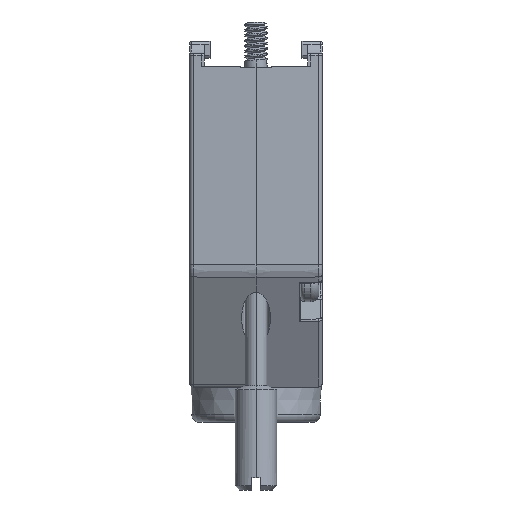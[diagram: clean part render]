
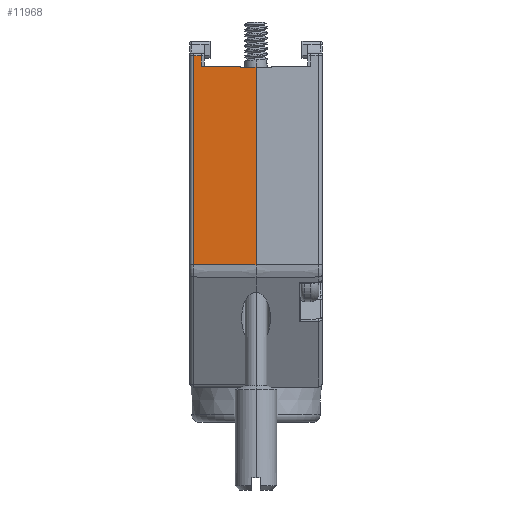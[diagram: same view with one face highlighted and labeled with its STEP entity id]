
A CAD part, left-side view. The second image highlights one B-rep face of the part: STEP entity #11968.
In plain terms, the highlighted planar face has unit normal (-1, 0.018, 0).
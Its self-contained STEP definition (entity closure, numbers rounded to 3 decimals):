
#809 = FACE_OUTER_BOUND ( 'NONE', #15035, .T. ) ;
#1747 = DIRECTION ( 'NONE',  ( 0., 0., 1. ) ) ;
#2100 = CARTESIAN_POINT ( 'NONE',  ( -15.524, 6.6, -3. ) ) ;
#2126 = CARTESIAN_POINT ( 'NONE',  ( -15.524, 6.6, -1.7 ) ) ;
#2706 = ORIENTED_EDGE ( 'NONE', *, *, #34321, .F. ) ;
#3363 = CARTESIAN_POINT ( 'NONE',  ( -15.509, 7.509, -1.7 ) ) ;
#4976 = ORIENTED_EDGE ( 'NONE', *, *, #20702, .T. ) ;
#5391 = VECTOR ( 'NONE', #1747, 1000. ) ;
#5718 = EDGE_CURVE ( 'NONE', #23825, #19206, #23700, .T. ) ;
#5996 = VECTOR ( 'NONE', #13299, 1000. ) ;
#6643 = DIRECTION ( 'NONE',  ( -1., 0.017, 0. ) ) ;
#9312 = CARTESIAN_POINT ( 'NONE',  ( -15.5, 8., -28.685 ) ) ;
#9471 = LINE ( 'NONE', #31820, #21002 ) ;
#10536 = AXIS2_PLACEMENT_3D ( 'NONE', #9312, #6643, #14827 ) ;
#11678 = EDGE_CURVE ( 'NONE', #18226, #18141, #26178, .T. ) ;
#11968 = ADVANCED_FACE ( 'NONE', ( #809 ), #22738, .T. ) ;
#13299 = DIRECTION ( 'NONE',  ( 0.017, 1., 0.017 ) ) ;
#13946 = VECTOR ( 'NONE', #31996, 1000. ) ;
#14068 = CARTESIAN_POINT ( 'NONE',  ( -15.64, 0., -26.973 ) ) ;
#14619 = ORIENTED_EDGE ( 'NONE', *, *, #24148, .F. ) ;
#14827 = DIRECTION ( 'NONE',  ( 0., 0., 1. ) ) ;
#15035 = EDGE_LOOP ( 'NONE', ( #16524, #14619, #4976, #18479, #2706, #26842 ) ) ;
#15058 = CARTESIAN_POINT ( 'NONE',  ( -15.509, 7.509, -26.973 ) ) ;
#16066 = LINE ( 'NONE', #29512, #13946 ) ;
#16366 = VECTOR ( 'NONE', #24954, 1000. ) ;
#16524 = ORIENTED_EDGE ( 'NONE', *, *, #11678, .F. ) ;
#18141 = VERTEX_POINT ( 'NONE', #3363 ) ;
#18226 = VERTEX_POINT ( 'NONE', #15058 ) ;
#18479 = ORIENTED_EDGE ( 'NONE', *, *, #5718, .T. ) ;
#19206 = VERTEX_POINT ( 'NONE', #2100 ) ;
#19372 = DIRECTION ( 'NONE',  ( 0., 0., -1. ) ) ;
#19393 = CARTESIAN_POINT ( 'NONE',  ( -15.64, 0., -26.973 ) ) ;
#20702 = EDGE_CURVE ( 'NONE', #30552, #23825, #33483, .T. ) ;
#20917 = VERTEX_POINT ( 'NONE', #26527 ) ;
#21002 = VECTOR ( 'NONE', #29149, 1000. ) ;
#21542 = CARTESIAN_POINT ( 'NONE',  ( -15.64, 0., -3.115 ) ) ;
#22337 = EDGE_CURVE ( 'NONE', #18141, #20917, #9471, .T. ) ;
#22738 = PLANE ( 'NONE',  #10536 ) ;
#23700 = LINE ( 'NONE', #21542, #5996 ) ;
#23825 = VERTEX_POINT ( 'NONE', #34320 ) ;
#24148 = EDGE_CURVE ( 'NONE', #30552, #18226, #16066, .T. ) ;
#24954 = DIRECTION ( 'NONE',  ( 0., 0., 1. ) ) ;
#26178 = LINE ( 'NONE', #31169, #5391 ) ;
#26527 = CARTESIAN_POINT ( 'NONE',  ( -15.524, 6.6, -1.7 ) ) ;
#26842 = ORIENTED_EDGE ( 'NONE', *, *, #22337, .F. ) ;
#29149 = DIRECTION ( 'NONE',  ( -0.017, -1., 0. ) ) ;
#29244 = LINE ( 'NONE', #2126, #29544 ) ;
#29512 = CARTESIAN_POINT ( 'NONE',  ( -15.64, 0., -26.973 ) ) ;
#29544 = VECTOR ( 'NONE', #19372, 1000. ) ;
#30552 = VERTEX_POINT ( 'NONE', #14068 ) ;
#31169 = CARTESIAN_POINT ( 'NONE',  ( -15.509, 7.509, -26.973 ) ) ;
#31820 = CARTESIAN_POINT ( 'NONE',  ( -15.509, 7.509, -1.7 ) ) ;
#31996 = DIRECTION ( 'NONE',  ( 0.017, 1., 0. ) ) ;
#33483 = LINE ( 'NONE', #19393, #16366 ) ;
#34320 = CARTESIAN_POINT ( 'NONE',  ( -15.64, 0., -3.115 ) ) ;
#34321 = EDGE_CURVE ( 'NONE', #20917, #19206, #29244, .T. ) ;
